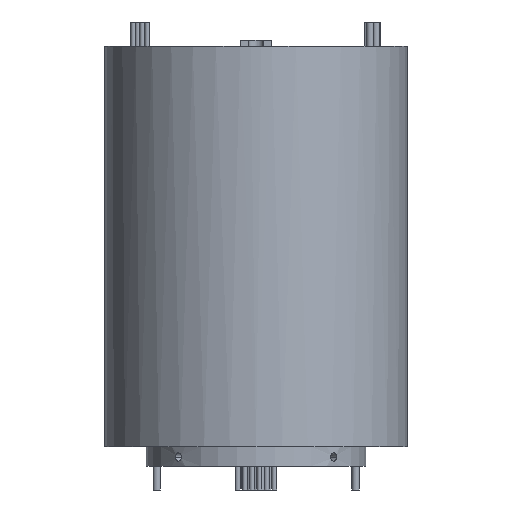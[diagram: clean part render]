
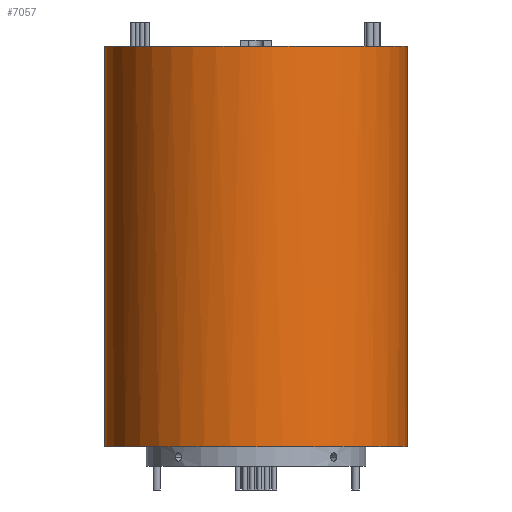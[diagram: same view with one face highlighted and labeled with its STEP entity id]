
A CAD part, front view. The second image highlights one B-rep face of the part: STEP entity #7057.
In plain terms, the highlighted cylindrical face has radius 124 mm (diameter 248 mm), a partial arc.
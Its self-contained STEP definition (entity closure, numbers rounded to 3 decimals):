
#77 = DIRECTION ( 'NONE',  ( -1., 0., 0. ) ) ;
#183 = ORIENTED_EDGE ( 'NONE', *, *, #4239, .T. ) ;
#210 = AXIS2_PLACEMENT_3D ( 'NONE', #4720, #1248, #5306 ) ;
#253 = CARTESIAN_POINT ( 'NONE',  ( 124., 0., 344. ) ) ;
#327 = ORIENTED_EDGE ( 'NONE', *, *, #2734, .F. ) ;
#332 = VECTOR ( 'NONE', #4336, 1000. ) ;
#399 = CIRCLE ( 'NONE', #1561, 124. ) ;
#785 = EDGE_CURVE ( 'NONE', #2610, #4505, #3953, .T. ) ;
#797 = CARTESIAN_POINT ( 'NONE',  ( 0., 0., 344. ) ) ;
#962 = ORIENTED_EDGE ( 'NONE', *, *, #6256, .F. ) ;
#969 = ORIENTED_EDGE ( 'NONE', *, *, #2283, .T. ) ;
#1248 = DIRECTION ( 'NONE',  ( 0., 0., 1. ) ) ;
#1377 = DIRECTION ( 'NONE',  ( 1., 0., 0. ) ) ;
#1507 = FACE_OUTER_BOUND ( 'NONE', #3475, .T. ) ;
#1561 = AXIS2_PLACEMENT_3D ( 'NONE', #797, #4857, #1377 ) ;
#1792 = CARTESIAN_POINT ( 'NONE',  ( 0., 0., 16. ) ) ;
#1793 = DIRECTION ( 'NONE',  ( 0., 0., -1. ) ) ;
#1837 = ORIENTED_EDGE ( 'NONE', *, *, #6529, .F. ) ;
#2140 = DIRECTION ( 'NONE',  ( 0., 0., 1. ) ) ;
#2272 = VECTOR ( 'NONE', #1793, 1000. ) ;
#2283 = EDGE_CURVE ( 'NONE', #4133, #5767, #5839, .T. ) ;
#2383 = DIRECTION ( 'NONE',  ( 1., 0., 0. ) ) ;
#2403 = LINE ( 'NONE', #253, #332 ) ;
#2610 = VERTEX_POINT ( 'NONE', #3185 ) ;
#2734 = EDGE_CURVE ( 'NONE', #6731, #4082, #399, .T. ) ;
#2931 = DIRECTION ( 'NONE',  ( 0., 0., -1. ) ) ;
#3185 = CARTESIAN_POINT ( 'NONE',  ( 13., -123.317, 344. ) ) ;
#3475 = EDGE_LOOP ( 'NONE', ( #962, #4941, #1837, #327, #183, #969 ) ) ;
#3544 = CARTESIAN_POINT ( 'NONE',  ( 0., 0., 344. ) ) ;
#3664 = CARTESIAN_POINT ( 'NONE',  ( 124., 0., 16. ) ) ;
#3953 = CIRCLE ( 'NONE', #7443, 124. ) ;
#3981 = CARTESIAN_POINT ( 'NONE',  ( -124., 0., 16. ) ) ;
#4066 = CARTESIAN_POINT ( 'NONE',  ( -124., 0., 344. ) ) ;
#4082 = VERTEX_POINT ( 'NONE', #6269 ) ;
#4133 = VERTEX_POINT ( 'NONE', #3981 ) ;
#4239 = EDGE_CURVE ( 'NONE', #6731, #4133, #6928, .T. ) ;
#4336 = DIRECTION ( 'NONE',  ( 0., 0., -1. ) ) ;
#4413 = CYLINDRICAL_SURFACE ( 'NONE', #5774, 124. ) ;
#4505 = VERTEX_POINT ( 'NONE', #4795 ) ;
#4720 = CARTESIAN_POINT ( 'NONE',  ( 0., 0., 344. ) ) ;
#4795 = CARTESIAN_POINT ( 'NONE',  ( 124., 0., 344. ) ) ;
#4857 = DIRECTION ( 'NONE',  ( 0., 0., 1. ) ) ;
#4941 = ORIENTED_EDGE ( 'NONE', *, *, #785, .F. ) ;
#5240 = AXIS2_PLACEMENT_3D ( 'NONE', #1792, #5876, #2383 ) ;
#5306 = DIRECTION ( 'NONE',  ( 1., 0., 0. ) ) ;
#5511 = CARTESIAN_POINT ( 'NONE',  ( -124., 0., 344. ) ) ;
#5624 = CARTESIAN_POINT ( 'NONE',  ( 0., 0., 344. ) ) ;
#5767 = VERTEX_POINT ( 'NONE', #3664 ) ;
#5774 = AXIS2_PLACEMENT_3D ( 'NONE', #3544, #2931, #77 ) ;
#5839 = CIRCLE ( 'NONE', #5240, 124. ) ;
#5876 = DIRECTION ( 'NONE',  ( 0., 0., 1. ) ) ;
#6202 = DIRECTION ( 'NONE',  ( 1., 0., 0. ) ) ;
#6256 = EDGE_CURVE ( 'NONE', #4505, #5767, #2403, .T. ) ;
#6269 = CARTESIAN_POINT ( 'NONE',  ( -13., -123.317, 344. ) ) ;
#6529 = EDGE_CURVE ( 'NONE', #4082, #2610, #7427, .T. ) ;
#6731 = VERTEX_POINT ( 'NONE', #5511 ) ;
#6928 = LINE ( 'NONE', #4066, #2272 ) ;
#7057 = ADVANCED_FACE ( 'NONE', ( #1507 ), #4413, .T. ) ;
#7427 = CIRCLE ( 'NONE', #210, 124. ) ;
#7443 = AXIS2_PLACEMENT_3D ( 'NONE', #5624, #2140, #6202 ) ;
